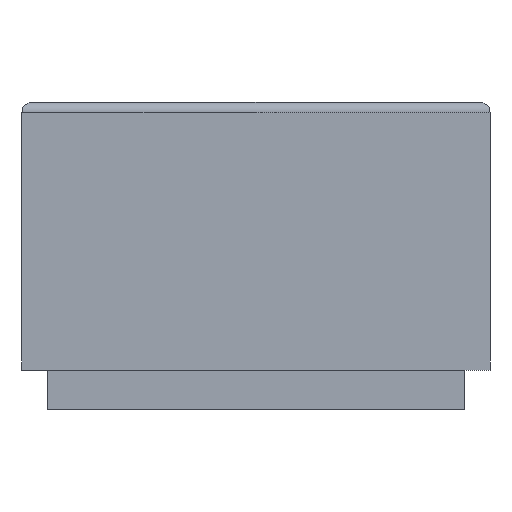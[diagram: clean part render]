
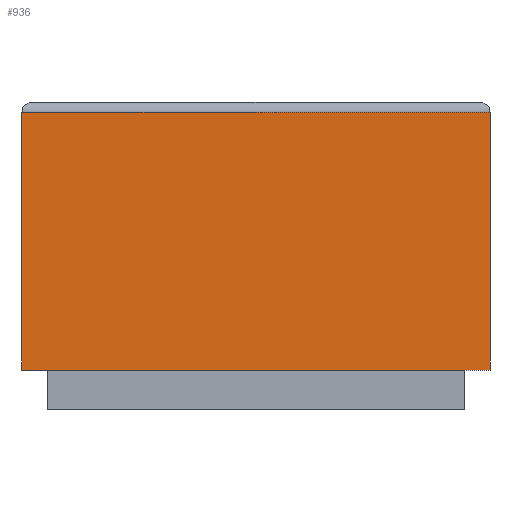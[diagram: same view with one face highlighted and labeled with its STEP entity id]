
A CAD part, front view. The second image highlights one B-rep face of the part: STEP entity #936.
In plain terms, the highlighted planar face has unit normal (0, -1, 0).
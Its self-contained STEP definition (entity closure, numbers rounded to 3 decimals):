
#894 = EDGE_CURVE('',#895,#897,#899,.T.);
#895 = VERTEX_POINT('',#896);
#896 = CARTESIAN_POINT('',(-1.18,-1.97,0.2));
#897 = VERTEX_POINT('',#898);
#898 = CARTESIAN_POINT('',(1.18,-1.97,0.2));
#899 = LINE('',#900,#901);
#900 = CARTESIAN_POINT('',(1.18,-1.97,0.2));
#901 = VECTOR('',#902,1.);
#902 = DIRECTION('',(1.,0.,0.));
#936 = ADVANCED_FACE('',(#937),#962,.F.);
#937 = FACE_BOUND('',#938,.T.);
#938 = EDGE_LOOP('',(#939,#947,#955,#961));
#939 = ORIENTED_EDGE('',*,*,#940,.F.);
#940 = EDGE_CURVE('',#941,#897,#943,.T.);
#941 = VERTEX_POINT('',#942);
#942 = CARTESIAN_POINT('',(1.18,-1.97,1.5));
#943 = LINE('',#944,#945);
#944 = CARTESIAN_POINT('',(1.18,-1.97,7.693));
#945 = VECTOR('',#946,1.);
#946 = DIRECTION('',(0.,0.,-1.));
#947 = ORIENTED_EDGE('',*,*,#948,.T.);
#948 = EDGE_CURVE('',#941,#949,#951,.T.);
#949 = VERTEX_POINT('',#950);
#950 = CARTESIAN_POINT('',(-1.18,-1.97,1.5));
#951 = LINE('',#952,#953);
#952 = CARTESIAN_POINT('',(-1.18,-1.97,1.5));
#953 = VECTOR('',#954,1.);
#954 = DIRECTION('',(-1.,0.,0.));
#955 = ORIENTED_EDGE('',*,*,#956,.T.);
#956 = EDGE_CURVE('',#949,#895,#957,.T.);
#957 = LINE('',#958,#959);
#958 = CARTESIAN_POINT('',(-1.18,-1.97,7.693));
#959 = VECTOR('',#960,1.);
#960 = DIRECTION('',(0.,0.,-1.));
#961 = ORIENTED_EDGE('',*,*,#894,.T.);
#962 = PLANE('',#963);
#963 = AXIS2_PLACEMENT_3D('',#964,#965,#966);
#964 = CARTESIAN_POINT('',(1.18,-1.97,7.693));
#965 = DIRECTION('',(0.,1.,0.));
#966 = DIRECTION('',(-1.,0.,0.));
